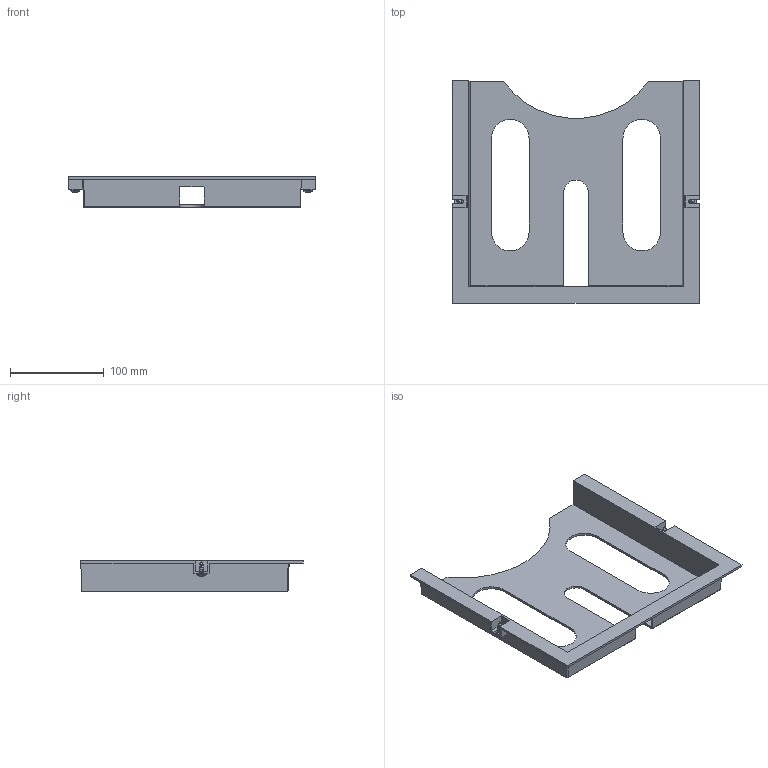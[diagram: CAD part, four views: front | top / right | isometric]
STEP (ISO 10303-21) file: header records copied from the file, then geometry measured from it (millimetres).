
FILE_DESCRIPTION((''),'2;1');
FILE_NAME('ASM8157_ASM','2021-05-27T',('marketing.praksa'),('Audax d.o.o.'),'CREO PARAMETRIC BY PTC INC, 2017480','CREO PARAMETRIC BY PTC INC, 2017480','');
FILE_SCHEMA(('AUTOMOTIVE_DESIGN { 1 0 10303 214 1 1 1 1 }'));
Length unit declared in the file: millimetre
Products named in the file (4): WKR_T_K; PRT8157; WL-BASE_CONSTR; ASM8157_ASM
Assembly tree (4 placements, depth 2):
  ASM8157_ASM
    WKR_T_K  x2
    PRT8157
    WL-BASE_CONSTR
Bounding box: 263 x 237 x 32.5 mm (x, y, z)
Volume: 159800 mm3; surface area: 133881.5 mm2
Topology: 6 solids, 6 shells, 241 faces, 676 edges, 442 vertices
Faces by surface type: plane 127, cylinder 86, bspline 12, cone 12, sphere 4
Entity records: 11329 total; most frequent: CARTESIAN_POINT 2693, ORIENTED_EDGE 1140, DIRECTION 968, PRESENTATION_STYLE_ASSIGNMENT 779, STYLED_ITEM 779, CURVE_STYLE 570, EDGE_CURVE 570, VERTEX_POINT 378
